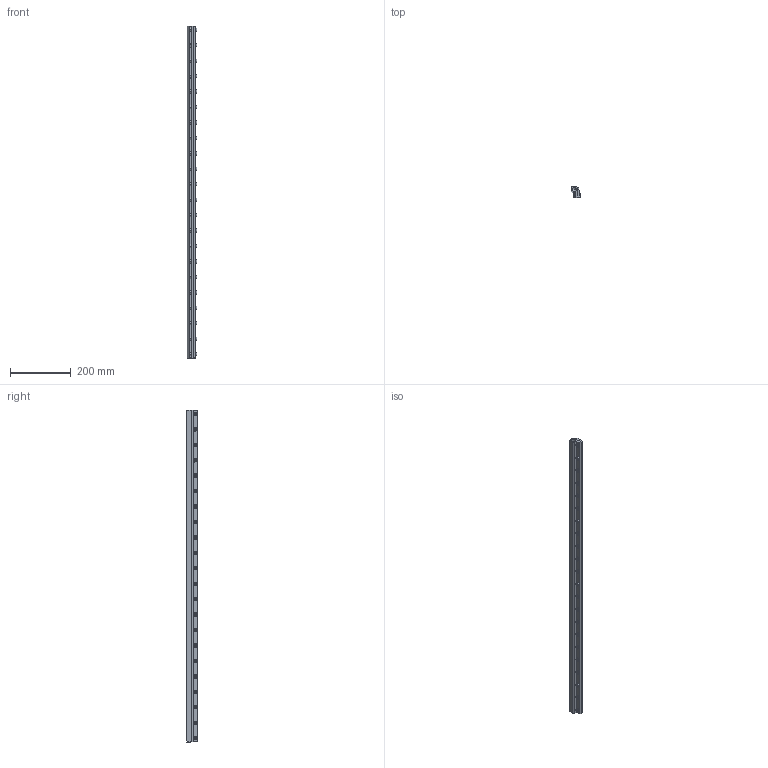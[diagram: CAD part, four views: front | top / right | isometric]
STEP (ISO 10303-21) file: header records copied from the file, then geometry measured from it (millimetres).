
FILE_DESCRIPTION(('STEP AP203'),'1');
FILE_NAME('2242.stp','2024-01-10T17:33:38',('TraceParts'),('TraceParts S.A.'),'Spatial InterOp 3D',' ',' ');
FILE_SCHEMA(('CONFIG_CONTROL_DESIGN'));
Length unit declared in the file: millimetre
Products named in the file (1): 1
Bounding box: 31.13 x 34.92 x 1092.2 mm (x, y, z)
Volume: 766265.4 mm3; surface area: 222915.6 mm2
Topology: 46 solids, 46 shells, 1194 faces, 2954 edges, 1850 vertices
Faces by surface type: cone 532, plane 393, cylinder 225, bspline 44
Entity records: 36598 total; most frequent: CARTESIAN_POINT 9604, ORIENTED_EDGE 5812, DIRECTION 5686, EDGE_CURVE 2906, AXIS2_PLACEMENT_3D 2376, VERTEX_POINT 1850, EDGE_LOOP 1372, ADVANCED_FACE 1194
